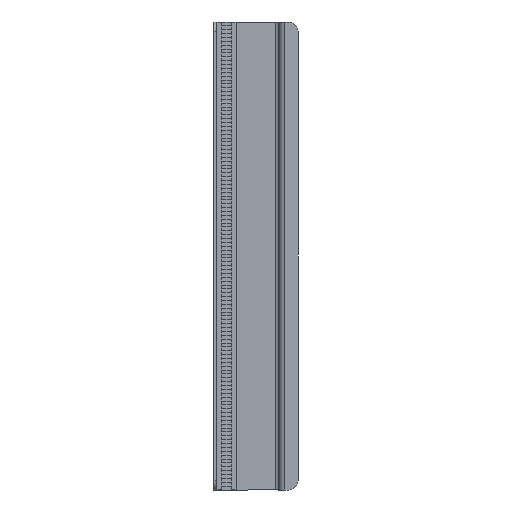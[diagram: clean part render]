
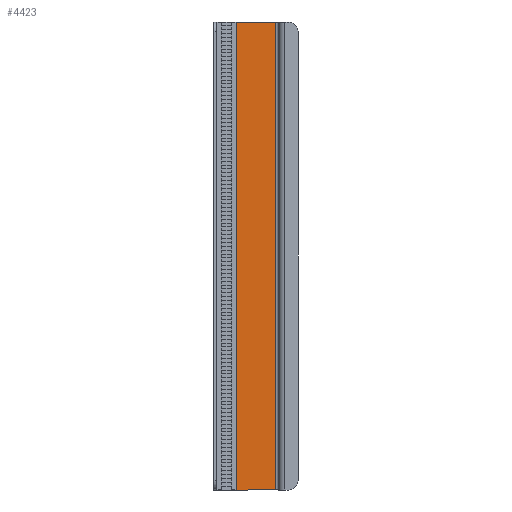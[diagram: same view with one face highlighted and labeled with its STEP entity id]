
A CAD part, front view. The second image highlights one B-rep face of the part: STEP entity #4423.
In plain terms, the highlighted planar face has unit normal (0, -1, 0).
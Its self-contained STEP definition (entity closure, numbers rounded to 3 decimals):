
#217 = EDGE_CURVE ( 'NONE', #9570, #9978, #829, .T. ) ;
#495 = DIRECTION ( 'NONE',  ( 0., 1., 0. ) ) ;
#533 = ORIENTED_EDGE ( 'NONE', *, *, #8985, .T. ) ;
#586 = VECTOR ( 'NONE', #2579, 1000. ) ;
#629 = ORIENTED_EDGE ( 'NONE', *, *, #6258, .T. ) ;
#746 = DIRECTION ( 'NONE',  ( 0., 1., 0. ) ) ;
#829 = CIRCLE ( 'NONE', #7048, 2.75 ) ;
#914 = CARTESIAN_POINT ( 'NONE',  ( -115., -1.5, -12.25 ) ) ;
#941 = LINE ( 'NONE', #6855, #9972 ) ;
#1000 = DIRECTION ( 'NONE',  ( 0., 1., 0. ) ) ;
#1315 = DIRECTION ( 'NONE',  ( 1., 0., 0. ) ) ;
#1389 = EDGE_CURVE ( 'NONE', #9978, #9570, #8035, .T. ) ;
#1450 = ORIENTED_EDGE ( 'NONE', *, *, #8303, .F. ) ;
#1464 = CARTESIAN_POINT ( 'NONE',  ( 0., -1.5, -12.25 ) ) ;
#1501 = DIRECTION ( 'NONE',  ( 0., 1., 0. ) ) ;
#1543 = VERTEX_POINT ( 'NONE', #11909 ) ;
#1660 = EDGE_CURVE ( 'NONE', #2565, #5918, #2733, .T. ) ;
#1973 = AXIS2_PLACEMENT_3D ( 'NONE', #12952, #1000, #14101 ) ;
#2183 = DIRECTION ( 'NONE',  ( -1., 0., 0. ) ) ;
#2279 = PLANE ( 'NONE',  #11789 ) ;
#2565 = VERTEX_POINT ( 'NONE', #4096 ) ;
#2579 = DIRECTION ( 'NONE',  ( 0., 0., 1. ) ) ;
#2733 = LINE ( 'NONE', #7473, #586 ) ;
#2757 = CARTESIAN_POINT ( 'NONE',  ( 121., -1.5, 17.5 ) ) ;
#2911 = DIRECTION ( 'NONE',  ( 0., 0., 1. ) ) ;
#3686 = FACE_BOUND ( 'NONE', #12929, .T. ) ;
#3800 = CIRCLE ( 'NONE', #12975, 2.75 ) ;
#4096 = CARTESIAN_POINT ( 'NONE',  ( -121., -1.5, -14.5 ) ) ;
#4423 = ADVANCED_FACE ( 'NONE', ( #14143, #3686, #8342, #7338 ), #2279, .F. ) ;
#5177 = LINE ( 'NONE', #2757, #14866 ) ;
#5737 = CARTESIAN_POINT ( 'NONE',  ( 115., -1.5, -9.5 ) ) ;
#5813 = DIRECTION ( 'NONE',  ( 0., 1., 0. ) ) ;
#5918 = VERTEX_POINT ( 'NONE', #6443 ) ;
#6258 = EDGE_CURVE ( 'NONE', #8698, #8353, #15312, .T. ) ;
#6443 = CARTESIAN_POINT ( 'NONE',  ( -121., -1.5, 14.5 ) ) ;
#6612 = ORIENTED_EDGE ( 'NONE', *, *, #10908, .F. ) ;
#6855 = CARTESIAN_POINT ( 'NONE',  ( 121., -1.5, -14.5 ) ) ;
#6983 = CARTESIAN_POINT ( 'NONE',  ( 121., -1.5, 14.5 ) ) ;
#7048 = AXIS2_PLACEMENT_3D ( 'NONE', #9054, #495, #13451 ) ;
#7338 = FACE_OUTER_BOUND ( 'NONE', #13804, .T. ) ;
#7388 = CIRCLE ( 'NONE', #15076, 2.75 ) ;
#7473 = CARTESIAN_POINT ( 'NONE',  ( -121., -1.5, 17.5 ) ) ;
#7496 = CARTESIAN_POINT ( 'NONE',  ( 115., -1.5, -9.5 ) ) ;
#7641 = CARTESIAN_POINT ( 'NONE',  ( 0., -1.5, -9.5 ) ) ;
#7666 = VECTOR ( 'NONE', #1315, 1000. ) ;
#8035 = CIRCLE ( 'NONE', #14461, 2.75 ) ;
#8063 = DIRECTION ( 'NONE',  ( 0., 0., 1. ) ) ;
#8091 = CARTESIAN_POINT ( 'NONE',  ( 115., -1.5, -6.75 ) ) ;
#8303 = EDGE_CURVE ( 'NONE', #9237, #2565, #941, .T. ) ;
#8342 = FACE_BOUND ( 'NONE', #11524, .T. ) ;
#8353 = VERTEX_POINT ( 'NONE', #8091 ) ;
#8382 = LINE ( 'NONE', #10730, #7666 ) ;
#8574 = DIRECTION ( 'NONE',  ( 0., 0., 1. ) ) ;
#8698 = VERTEX_POINT ( 'NONE', #14545 ) ;
#8840 = ORIENTED_EDGE ( 'NONE', *, *, #217, .T. ) ;
#8877 = CARTESIAN_POINT ( 'NONE',  ( -115., -1.5, -9.5 ) ) ;
#8891 = DIRECTION ( 'NONE',  ( 0., 0., 1. ) ) ;
#8985 = EDGE_CURVE ( 'NONE', #8353, #8698, #3800, .T. ) ;
#9054 = CARTESIAN_POINT ( 'NONE',  ( -115., -1.5, -9.5 ) ) ;
#9113 = ORIENTED_EDGE ( 'NONE', *, *, #11317, .T. ) ;
#9237 = VERTEX_POINT ( 'NONE', #12838 ) ;
#9377 = AXIS2_PLACEMENT_3D ( 'NONE', #7496, #746, #8891 ) ;
#9570 = VERTEX_POINT ( 'NONE', #13812 ) ;
#9766 = DIRECTION ( 'NONE',  ( 0., 1., 0. ) ) ;
#9831 = DIRECTION ( 'NONE',  ( 0., 0., -1. ) ) ;
#9972 = VECTOR ( 'NONE', #2183, 1000. ) ;
#9978 = VERTEX_POINT ( 'NONE', #914 ) ;
#10338 = EDGE_CURVE ( 'NONE', #13957, #9237, #5177, .T. ) ;
#10730 = CARTESIAN_POINT ( 'NONE',  ( -121., -1.5, 14.5 ) ) ;
#10908 = EDGE_CURVE ( 'NONE', #5918, #13957, #8382, .T. ) ;
#11057 = VERTEX_POINT ( 'NONE', #1464 ) ;
#11189 = ORIENTED_EDGE ( 'NONE', *, *, #1660, .F. ) ;
#11286 = ORIENTED_EDGE ( 'NONE', *, *, #1389, .T. ) ;
#11317 = EDGE_CURVE ( 'NONE', #11057, #1543, #13611, .T. ) ;
#11524 = EDGE_LOOP ( 'NONE', ( #12528, #9113 ) ) ;
#11789 = AXIS2_PLACEMENT_3D ( 'NONE', #11913, #15324, #14219 ) ;
#11909 = CARTESIAN_POINT ( 'NONE',  ( 0., -1.5, -6.75 ) ) ;
#11913 = CARTESIAN_POINT ( 'NONE',  ( 0., -1.5, 0. ) ) ;
#12528 = ORIENTED_EDGE ( 'NONE', *, *, #14474, .T. ) ;
#12838 = CARTESIAN_POINT ( 'NONE',  ( 121., -1.5, -14.5 ) ) ;
#12929 = EDGE_LOOP ( 'NONE', ( #8840, #11286 ) ) ;
#12952 = CARTESIAN_POINT ( 'NONE',  ( 0., -1.5, -9.5 ) ) ;
#12975 = AXIS2_PLACEMENT_3D ( 'NONE', #5737, #5813, #8063 ) ;
#13208 = EDGE_LOOP ( 'NONE', ( #533, #629 ) ) ;
#13451 = DIRECTION ( 'NONE',  ( 0., 0., 1. ) ) ;
#13611 = CIRCLE ( 'NONE', #1973, 2.75 ) ;
#13804 = EDGE_LOOP ( 'NONE', ( #6612, #11189, #1450, #13890 ) ) ;
#13812 = CARTESIAN_POINT ( 'NONE',  ( -115., -1.5, -6.75 ) ) ;
#13890 = ORIENTED_EDGE ( 'NONE', *, *, #10338, .F. ) ;
#13957 = VERTEX_POINT ( 'NONE', #6983 ) ;
#14101 = DIRECTION ( 'NONE',  ( 0., 0., 1. ) ) ;
#14143 = FACE_BOUND ( 'NONE', #13208, .T. ) ;
#14219 = DIRECTION ( 'NONE',  ( 0., 0., 1. ) ) ;
#14461 = AXIS2_PLACEMENT_3D ( 'NONE', #8877, #9766, #2911 ) ;
#14474 = EDGE_CURVE ( 'NONE', #1543, #11057, #7388, .T. ) ;
#14545 = CARTESIAN_POINT ( 'NONE',  ( 115., -1.5, -12.25 ) ) ;
#14866 = VECTOR ( 'NONE', #9831, 1000. ) ;
#15076 = AXIS2_PLACEMENT_3D ( 'NONE', #7641, #1501, #8574 ) ;
#15312 = CIRCLE ( 'NONE', #9377, 2.75 ) ;
#15324 = DIRECTION ( 'NONE',  ( 0., 1., 0. ) ) ;
